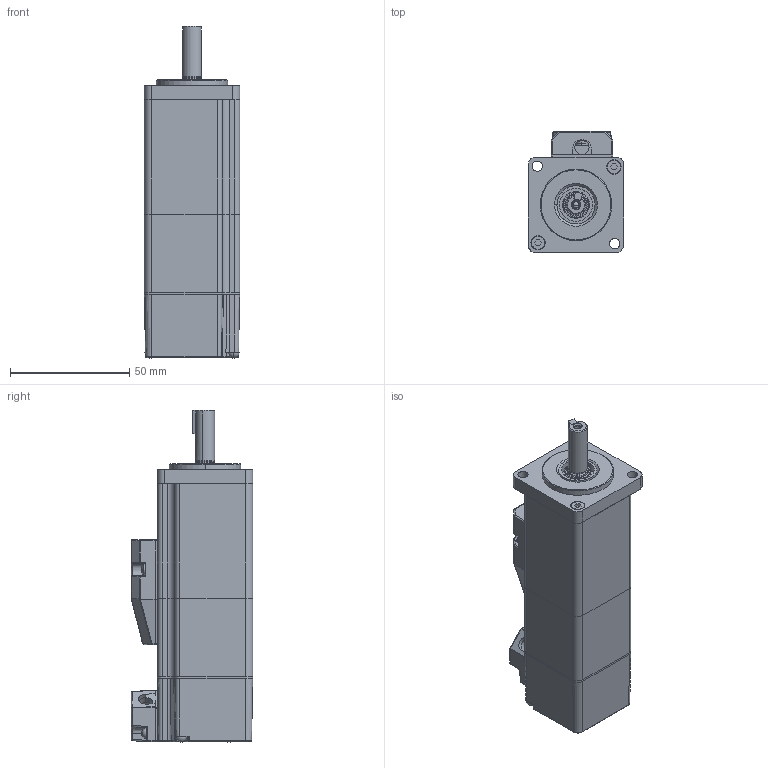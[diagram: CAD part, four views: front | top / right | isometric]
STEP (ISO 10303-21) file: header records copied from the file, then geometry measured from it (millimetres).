
FILE_DESCRIPTION (( 'STEP AP214' ), '1' );
FILE_NAME ('AC52177A1_FRE01102F008.STEP', '2020-12-01T09:36:09', ( '' ), ( '' ), 'SwSTEP 2.0', 'SolidWorks 2015', '' );
FILE_SCHEMA (( 'AUTOMOTIVE_DESIGN' ));
Length unit declared in the file: millimetre
Products named in the file (1): AC52177A1_FRE01102F008
Bounding box: 40 x 51 x 139.45 mm (x, y, z)
Surface area: 30860.7 mm2 (no closed solid volume)
Topology: 0 solids, 24 shells, 534 faces, 1640 edges, 1102 vertices
Faces by surface type: plane 238, cylinder 169, cone 41, sphere 41, torus 26, bspline 19
Entity records: 25740 total; most frequent: CARTESIAN_POINT 5331, DIRECTION 3178, ORIENTED_EDGE 2777, EDGE_CURVE 1601, AXIS2_PLACEMENT_3D 1177, VERTEX_POINT 1092, LINE 824, VECTOR 824
